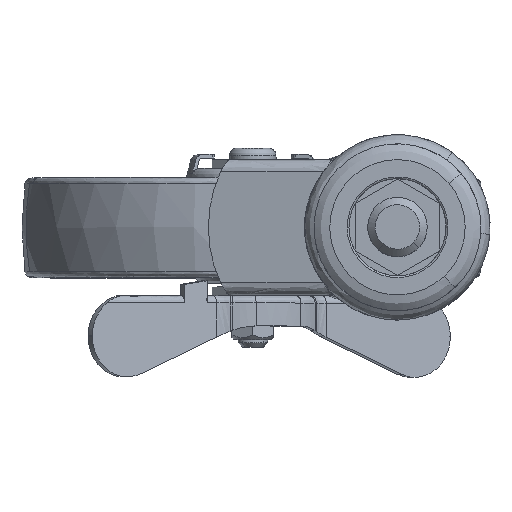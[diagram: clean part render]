
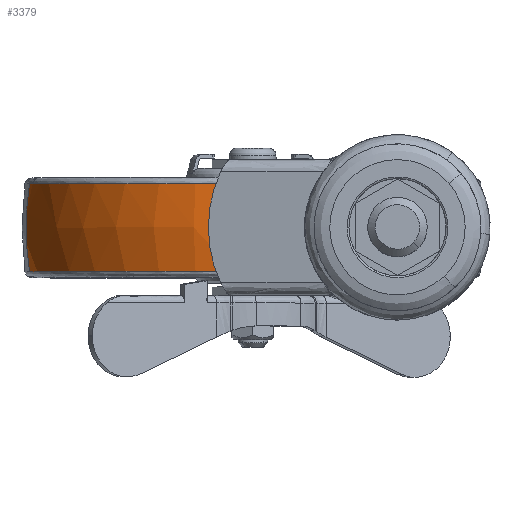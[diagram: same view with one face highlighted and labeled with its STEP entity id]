
A CAD part, top view. The second image highlights one B-rep face of the part: STEP entity #3379.
In plain terms, the highlighted free-form (B-spline) face has degree [2, 2] with [5, 5] control points.
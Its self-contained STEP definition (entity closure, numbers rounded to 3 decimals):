
#2722=CARTESIAN_POINT('',(0.0,-11.838,61.492));
#2723=VERTEX_POINT('',#2722);
#2741=CARTESIAN_POINT('',(-61.08,-11.838,7.1));
#2742=VERTEX_POINT('',#2741);
#2743=CARTESIAN_POINT('',(0.0,-11.838,61.492));
#2744=CARTESIAN_POINT('',(-3.146,-11.838,61.492));
#2745=CARTESIAN_POINT('',(-8.505,-11.838,61.08));
#2746=CARTESIAN_POINT('',(-17.068,-11.838,59.277));
#2747=CARTESIAN_POINT('',(-25.212,-11.838,56.361));
#2748=CARTESIAN_POINT('',(-32.593,-11.838,52.327));
#2749=CARTESIAN_POINT('',(-38.942,-11.838,47.771));
#2750=CARTESIAN_POINT('',(-44.38,-11.838,42.816));
#2751=CARTESIAN_POINT('',(-49.501,-11.838,36.751));
#2752=CARTESIAN_POINT('',(-53.507,-11.838,30.584));
#2753=CARTESIAN_POINT('',(-56.406,-11.838,24.728));
#2754=CARTESIAN_POINT('',(-59.304,-11.838,17.097));
#2755=CARTESIAN_POINT('',(-60.597,-11.838,11.266));
#2756=CARTESIAN_POINT('',(-61.08,-11.838,7.1));
#2757=B_SPLINE_CURVE_WITH_KNOTS('',3,(#2743,#2744,#2745,#2746,#2747,#2748,#2749,#2750,#2751,#2752,#2753,#2754,#2755,#2756),.UNSPECIFIED.,.F.,.U.,(4,1,1,1,1,1,1,1,1,1,1,4),(0.,9.437,16.078,26.213,35.301,41.242,49.631,57.32,65.009,71.65,76.893,89.475),.UNSPECIFIED.);
#2758=EDGE_CURVE('',#2723,#2742,#2757,.T.);
#2819=CARTESIAN_POINT('',(0.0,11.838,61.492));
#2820=VERTEX_POINT('',#2819);
#2894=CARTESIAN_POINT('',(-60.543,11.838,10.762));
#2895=VERTEX_POINT('',#2894);
#2906=CARTESIAN_POINT('',(0.0,11.838,61.492));
#2907=CARTESIAN_POINT('',(-3.015,11.838,61.492));
#2908=CARTESIAN_POINT('',(-8.041,11.838,61.121));
#2909=CARTESIAN_POINT('',(-14.622,11.838,59.814));
#2910=CARTESIAN_POINT('',(-20.841,11.838,57.984));
#2911=CARTESIAN_POINT('',(-28.384,11.838,54.84));
#2912=CARTESIAN_POINT('',(-36.208,11.838,50.01));
#2913=CARTESIAN_POINT('',(-43.093,11.838,44.112));
#2914=CARTESIAN_POINT('',(-48.776,11.838,37.783));
#2915=CARTESIAN_POINT('',(-53.326,11.838,30.989));
#2916=CARTESIAN_POINT('',(-56.58,11.838,24.362));
#2917=CARTESIAN_POINT('',(-58.977,11.838,17.857));
#2918=CARTESIAN_POINT('',(-60.074,11.838,13.402));
#2919=CARTESIAN_POINT('',(-60.543,11.838,10.762));
#2920=B_SPLINE_CURVE_WITH_KNOTS('',3,(#2906,#2907,#2908,#2909,#2910,#2911,#2912,#2913,#2914,#2915,#2916,#2917,#2918,#2919),.UNSPECIFIED.,.F.,.U.,(4,1,1,1,1,1,1,1,1,1,1,4),(0.,9.046,15.077,20.103,28.479,39.536,47.577,55.618,65.,72.036,77.732,85.773),.UNSPECIFIED.);
#2921=EDGE_CURVE('',#2820,#2895,#2920,.T.);
#2974=CARTESIAN_POINT('',(-61.08,11.838,7.1));
#2975=VERTEX_POINT('',#2974);
#2996=CARTESIAN_POINT('',(-60.543,11.838,10.762));
#2997=CARTESIAN_POINT('',(-60.759,11.838,9.547));
#2998=CARTESIAN_POINT('',(-60.938,11.838,8.326));
#2999=CARTESIAN_POINT('',(-61.08,11.838,7.1));
#3000=B_SPLINE_CURVE_WITH_KNOTS('',3,(#2996,#2997,#2998,#2999),.UNSPECIFIED.,.F.,.U.,(4,4),(0.,3.702),.UNSPECIFIED.);
#3001=EDGE_CURVE('',#2895,#2975,#3000,.T.);
#3314=CARTESIAN_POINT('',(-61.08,-11.838,7.1));
#3315=CARTESIAN_POINT('',(-61.643,-8.541,7.165));
#3316=CARTESIAN_POINT('',(-62.417,-0.629,7.255));
#3317=CARTESIAN_POINT('',(-61.851,7.32,7.19));
#3318=CARTESIAN_POINT('',(-61.08,11.838,7.1));
#3319=B_SPLINE_CURVE_WITH_KNOTS('',3,(#3314,#3315,#3316,#3317,#3318),.UNSPECIFIED.,.F.,.U.,(4,1,4),(0.,10.037,23.791),.UNSPECIFIED.);
#3320=EDGE_CURVE('',#2742,#2975,#3319,.T.);
#3325=CARTESIAN_POINT('',(0.0,-11.838,61.492));
#3326=CARTESIAN_POINT('',(0.0,-7.808,62.184));
#3327=CARTESIAN_POINT('',(0.0,0.126,62.837));
#3328=CARTESIAN_POINT('',(0.0,8.052,62.142));
#3329=CARTESIAN_POINT('',(0.0,11.838,61.492));
#3330=B_SPLINE_CURVE_WITH_KNOTS('',3,(#3325,#3326,#3327,#3328,#3329),.UNSPECIFIED.,.F.,.U.,(4,1,4),(0.,12.267,23.791),.UNSPECIFIED.);
#3331=EDGE_CURVE('',#2723,#2820,#3330,.T.);
#3339=CARTESIAN_POINT('',(0.398,-13.043,61.274));
#3340=CARTESIAN_POINT('',(0.405,-6.579,62.5));
#3341=CARTESIAN_POINT('',(0.405,0.0,62.5));
#3342=CARTESIAN_POINT('',(0.405,6.579,62.5));
#3343=CARTESIAN_POINT('',(0.398,13.043,61.274));
#3344=CARTESIAN_POINT('',(0.199,-13.043,61.274));
#3345=CARTESIAN_POINT('',(0.203,-6.579,62.5));
#3346=CARTESIAN_POINT('',(0.203,0.0,62.5));
#3347=CARTESIAN_POINT('',(0.203,6.579,62.5));
#3348=CARTESIAN_POINT('',(0.199,13.043,61.274));
#3349=CARTESIAN_POINT('',(-54.564,-13.043,61.274));
#3350=CARTESIAN_POINT('',(-55.656,-6.579,62.5));
#3351=CARTESIAN_POINT('',(-55.656,0.0,62.5));
#3352=CARTESIAN_POINT('',(-55.656,6.579,62.5));
#3353=CARTESIAN_POINT('',(-54.564,13.043,61.274));
#3354=CARTESIAN_POINT('',(-60.888,-13.043,6.868));
#3355=CARTESIAN_POINT('',(-62.106,-6.579,7.006));
#3356=CARTESIAN_POINT('',(-62.106,0.0,7.006));
#3357=CARTESIAN_POINT('',(-62.106,6.579,7.006));
#3358=CARTESIAN_POINT('',(-60.888,13.043,6.868));
#3359=CARTESIAN_POINT('',(-60.912,-13.043,6.662));
#3360=CARTESIAN_POINT('',(-62.131,-6.579,6.795));
#3361=CARTESIAN_POINT('',(-62.131,0.0,6.795));
#3362=CARTESIAN_POINT('',(-62.131,6.579,6.795));
#3363=CARTESIAN_POINT('',(-60.912,13.043,6.662));
#3371=(BOUNDED_SURFACE()B_SPLINE_SURFACE(2,2,((#3339,#3344,#3349,#3354,#3359),(#3340,#3345,#3350,#3355,#3360),(#3341,#3346,#3351,#3356,#3361),(#3342,#3347,#3352,#3357,#3362),(#3343,#3348,#3353,#3358,#3363)),.UNSPECIFIED.,.F.,.F.,.U.)B_SPLINE_SURFACE_WITH_KNOTS((3,2,3),(3,1,1,3),(0.0,13.513,27.025),(0.0,0.476,95.64,96.116),.UNSPECIFIED.)GEOMETRIC_REPRESENTATION_ITEM()RATIONAL_B_SPLINE_SURFACE(((0.942,0.941,0.687,0.9,0.902),(0.968,0.967,0.705,0.925,0.926),(1.003,1.001,0.731,0.958,0.959),(0.968,0.967,0.705,0.925,0.926),(0.942,0.941,0.687,0.9,0.902)))REPRESENTATION_ITEM('')SURFACE());
#3372=ORIENTED_EDGE('',*,*,#2758,.F.);
#3373=ORIENTED_EDGE('',*,*,#3331,.T.);
#3374=ORIENTED_EDGE('',*,*,#2921,.T.);
#3375=ORIENTED_EDGE('',*,*,#3001,.T.);
#3376=ORIENTED_EDGE('',*,*,#3320,.F.);
#3377=EDGE_LOOP('',(#3372,#3373,#3374,#3375,#3376));
#3378=FACE_OUTER_BOUND('',#3377,.T.);
#3379=ADVANCED_FACE('',(#3378),#3371,.T.);
